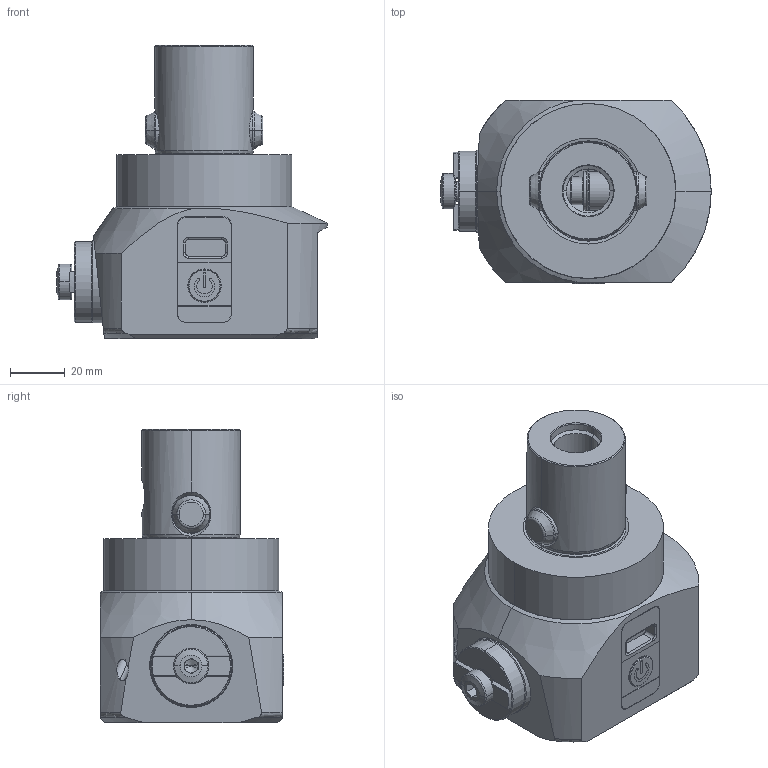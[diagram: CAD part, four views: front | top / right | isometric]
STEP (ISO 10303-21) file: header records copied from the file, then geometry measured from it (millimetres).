
FILE_DESCRIPTION(('no description'),'unknown implementation level');
FILE_NAME('334C37C9-365F-49D1-A74A-2A1E30A7908B_export.stp',' ',('CIMSOURCE GmbH'),('CADClick - KiM GmbH - www.kimweb.de'),'unknown preprocess','ACIS','unknown authorization');
FILE_SCHEMA(('automotive_design'));
Length unit declared in the file: millimetre
Products named in the file (7): 310.865 KAISER Ausdrehkopf EWE100-203CKB6|395.171 KAISER Batteriedeckel EWE_Battery III;Fase3; 310.865 KAISER Ausdrehkopf EWE100-203CKB6|395.156 KAISER Hauptdeckel EWE;NONE; 310.865 KAISER Ausdrehkopf EWE100-203CKB6|395.187 KAISER Werkzeugtr�ger EWE100-203;Fl�che4; 310.865 KAISER Ausdrehkopf EWE100-203CKB6|690.141 KAISER Schraube M8x16;Fl�che6; 310.865 KAISER Ausdrehkopf EWE100-203CKB6|395.186 KAISER Werkzeugk�rper EWE100-203-CKB6;Schnitt-Rotation18; 310.865 KAISER Ausdrehkopf EWE100-203CKB6|691.506 KAISER Mitnehmerbolzen|693.305 Sprengring;Schnitt-Linear austragen1; 310.865 KAISER Ausdrehkopf EWE100-203CKB6|691.506 KAISER Mitnehmerbolzen|691.526 Mitnehmerbolzen;Rotation1
Bounding box: 98.93 x 67.1 x 107.2 mm (x, y, z)
Volume: 314577.3 mm3; surface area: 58166.4 mm2
Topology: 7 solids, 8 shells, 498 faces, 1178 edges, 699 vertices
Faces by surface type: plane 167, cylinder 159, cone 115, torus 55, bspline 2
Entity records: 28584 total; most frequent: CARTESIAN_POINT 3649, DIRECTION 2563, STYLED_ITEM 2360, PRESENTATION_STYLE_ASSIGNMENT 2360, COLOUR_RGB 2360, ORIENTED_EDGE 2312, EDGE_CURVE 1156, CURVE_STYLE 1156
